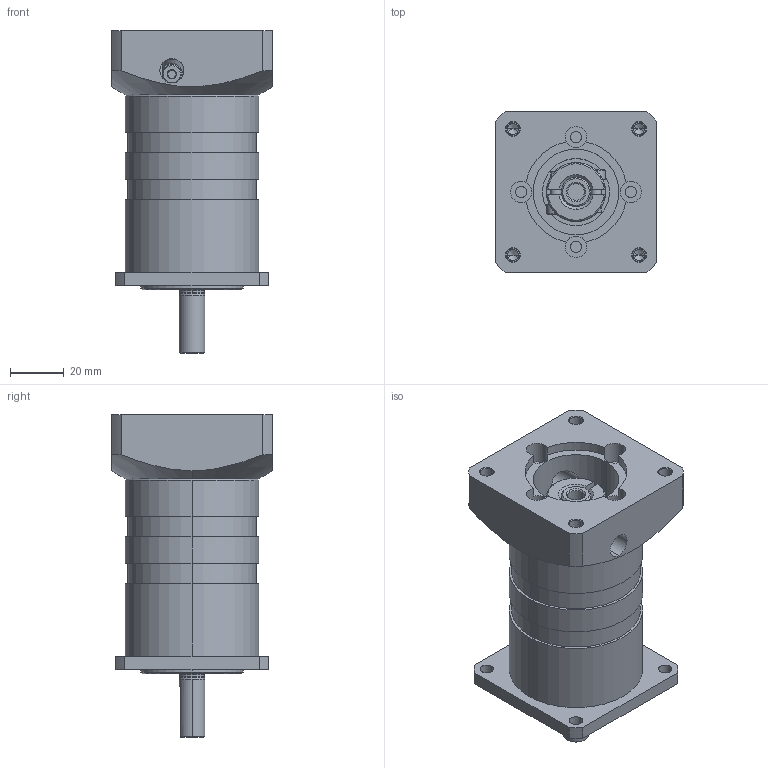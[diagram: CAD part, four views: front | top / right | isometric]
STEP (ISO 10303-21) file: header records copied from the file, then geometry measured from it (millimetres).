
FILE_DESCRIPTION (( 'STEP AP214' ), '1' );
FILE_NAME ('PGCN23-10025.STEP', '2015-02-17T18:19:17', ( '' ), ( '' ), 'SwSTEP 2.0', 'SolidWorks 2014', '' );
FILE_SCHEMA (( 'AUTOMOTIVE_DESIGN' ));
Length unit declared in the file: inch
Products named in the file (4): PE-N23-II 11mm Input; Bushing_.25x11x14.9_1; N23-F03_1; PGCN23-10025
Assembly tree (3 placements, depth 2):
  PGCN23-10025
    N23-F03_1
    Bushing_.25x11x14.9_1
    PE-N23-II 11mm Input
Bounding box: 60 x 60 x 120.6 mm (x, y, z)
Volume: 204772.3 mm3; surface area: 39146.7 mm2
Topology: 3 solids, 3 shells, 258 faces, 603 edges, 373 vertices
Faces by surface type: cylinder 118, plane 71, cone 65, torus 4
Entity records: 8152 total; most frequent: CARTESIAN_POINT 1881, DIRECTION 1394, ORIENTED_EDGE 1186, EDGE_CURVE 593, AXIS2_PLACEMENT_3D 580, VERTEX_POINT 373, EDGE_LOOP 318, CIRCLE 316
